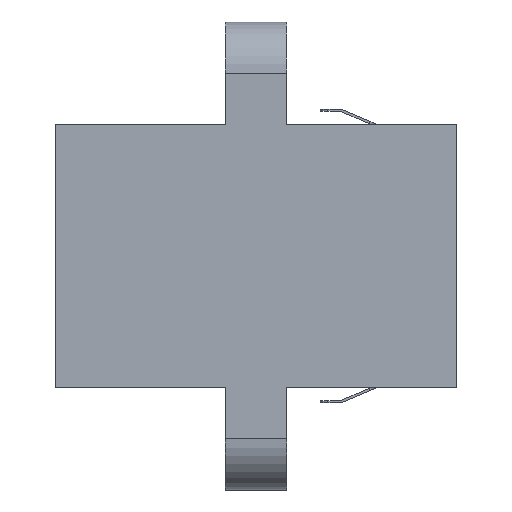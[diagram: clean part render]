
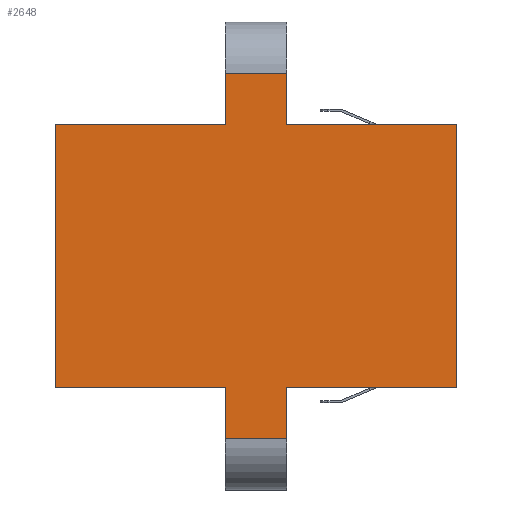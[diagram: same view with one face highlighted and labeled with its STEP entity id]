
A CAD part, front view. The second image highlights one B-rep face of the part: STEP entity #2648.
In plain terms, the highlighted planar face has unit normal (0, -1, 0).
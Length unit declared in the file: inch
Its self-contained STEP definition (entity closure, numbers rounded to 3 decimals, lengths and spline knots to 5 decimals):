
#50 = LINE ( 'NONE', #3872, #2012 ) ;
#68 = VERTEX_POINT ( 'NONE', #789 ) ;
#139 = ORIENTED_EDGE ( 'NONE', *, *, #1481, .T. ) ;
#174 = DIRECTION ( 'NONE',  ( 0., 0., -1. ) ) ;
#182 = VERTEX_POINT ( 'NONE', #1457 ) ;
#204 = LINE ( 'NONE', #883, #3218 ) ;
#241 = DIRECTION ( 'NONE',  ( 0., 0., -1. ) ) ;
#276 = VERTEX_POINT ( 'NONE', #2457 ) ;
#312 = ORIENTED_EDGE ( 'NONE', *, *, #719, .T. ) ;
#359 = VERTEX_POINT ( 'NONE', #3798 ) ;
#362 = LINE ( 'NONE', #2956, #415 ) ;
#415 = VECTOR ( 'NONE', #1137, 39.37008 ) ;
#465 = DIRECTION ( 'NONE',  ( 0., 1., 0. ) ) ;
#493 = PLANE ( 'NONE',  #3038 ) ;
#501 = VECTOR ( 'NONE', #2926, 39.37008 ) ;
#515 = ORIENTED_EDGE ( 'NONE', *, *, #1749, .F. ) ;
#534 = CARTESIAN_POINT ( 'NONE',  ( 0.391, -0.186, 0.256 ) ) ;
#543 = VERTEX_POINT ( 'NONE', #3927 ) ;
#686 = VERTEX_POINT ( 'NONE', #3618 ) ;
#719 = EDGE_CURVE ( 'NONE', #359, #1156, #3225, .T. ) ;
#786 = DIRECTION ( 'NONE',  ( -1., 0., 0. ) ) ;
#789 = CARTESIAN_POINT ( 'NONE',  ( 0.06, -0.186, -0.256 ) ) ;
#807 = EDGE_CURVE ( 'NONE', #2426, #68, #362, .T. ) ;
#810 = CARTESIAN_POINT ( 'NONE',  ( 0.06, -0.186, 0.256 ) ) ;
#883 = CARTESIAN_POINT ( 'NONE',  ( 0.391, -0.186, 0.256 ) ) ;
#931 = CARTESIAN_POINT ( 'NONE',  ( -0.06, -0.186, 0.3555 ) ) ;
#950 = VECTOR ( 'NONE', #3412, 39.37008 ) ;
#1004 = ORIENTED_EDGE ( 'NONE', *, *, #1571, .F. ) ;
#1018 = VECTOR ( 'NONE', #3611, 39.37008 ) ;
#1027 = EDGE_LOOP ( 'NONE', ( #515, #312, #1004, #2002, #3105, #1140, #1524, #3922, #2393, #139, #2571, #2421 ) ) ;
#1137 = DIRECTION ( 'NONE',  ( -1., 0., 0. ) ) ;
#1140 = ORIENTED_EDGE ( 'NONE', *, *, #3869, .F. ) ;
#1156 = VERTEX_POINT ( 'NONE', #2674 ) ;
#1164 = CARTESIAN_POINT ( 'NONE',  ( 0.06, -0.186, 0.3555 ) ) ;
#1250 = VECTOR ( 'NONE', #174, 39.37008 ) ;
#1260 = CARTESIAN_POINT ( 'NONE',  ( -0.06, -0.186, 0.3555 ) ) ;
#1271 = CARTESIAN_POINT ( 'NONE',  ( 0.391, -0.186, -0.256 ) ) ;
#1331 = DIRECTION ( 'NONE',  ( 0., 0., -1. ) ) ;
#1402 = DIRECTION ( 'NONE',  ( 0., 0., 1. ) ) ;
#1445 = VERTEX_POINT ( 'NONE', #810 ) ;
#1457 = CARTESIAN_POINT ( 'NONE',  ( -0.391, -0.186, -0.256 ) ) ;
#1463 = EDGE_CURVE ( 'NONE', #686, #3114, #1979, .T. ) ;
#1481 = EDGE_CURVE ( 'NONE', #3114, #543, #3299, .T. ) ;
#1492 = DIRECTION ( 'NONE',  ( 0., 0., -1. ) ) ;
#1524 = ORIENTED_EDGE ( 'NONE', *, *, #1589, .T. ) ;
#1571 = EDGE_CURVE ( 'NONE', #276, #1156, #3520, .T. ) ;
#1589 = EDGE_CURVE ( 'NONE', #2220, #1445, #2443, .T. ) ;
#1648 = LINE ( 'NONE', #534, #1729 ) ;
#1729 = VECTOR ( 'NONE', #3017, 39.37008 ) ;
#1749 = EDGE_CURVE ( 'NONE', #359, #182, #1873, .T. ) ;
#1815 = DIRECTION ( 'NONE',  ( 0., 0., -1. ) ) ;
#1873 = LINE ( 'NONE', #1271, #950 ) ;
#1926 = EDGE_CURVE ( 'NONE', #543, #2337, #1648, .T. ) ;
#1979 = LINE ( 'NONE', #1164, #1018 ) ;
#2002 = ORIENTED_EDGE ( 'NONE', *, *, #3528, .F. ) ;
#2012 = VECTOR ( 'NONE', #241, 39.37008 ) ;
#2042 = CARTESIAN_POINT ( 'NONE',  ( 0.06, -0.186, 0.3555 ) ) ;
#2117 = VECTOR ( 'NONE', #1492, 39.37008 ) ;
#2180 = CARTESIAN_POINT ( 'NONE',  ( 0.06, -0.186, -0.3555 ) ) ;
#2203 = CARTESIAN_POINT ( 'NONE',  ( -0.391, -0.186, 0.256 ) ) ;
#2220 = VERTEX_POINT ( 'NONE', #2359 ) ;
#2312 = CARTESIAN_POINT ( 'NONE',  ( 0.06, -0.186, 0.3555 ) ) ;
#2337 = VERTEX_POINT ( 'NONE', #2203 ) ;
#2338 = VECTOR ( 'NONE', #786, 39.37008 ) ;
#2359 = CARTESIAN_POINT ( 'NONE',  ( 0.391, -0.186, 0.256 ) ) ;
#2393 = ORIENTED_EDGE ( 'NONE', *, *, #1463, .T. ) ;
#2421 = ORIENTED_EDGE ( 'NONE', *, *, #3025, .T. ) ;
#2426 = VERTEX_POINT ( 'NONE', #3064 ) ;
#2443 = LINE ( 'NONE', #2657, #2338 ) ;
#2457 = CARTESIAN_POINT ( 'NONE',  ( 0.06, -0.186, -0.3555 ) ) ;
#2571 = ORIENTED_EDGE ( 'NONE', *, *, #1926, .T. ) ;
#2648 = ADVANCED_FACE ( 'NONE', ( #2680 ), #493, .F. ) ;
#2657 = CARTESIAN_POINT ( 'NONE',  ( 0.391, -0.186, 0.256 ) ) ;
#2674 = CARTESIAN_POINT ( 'NONE',  ( -0.06, -0.186, -0.3555 ) ) ;
#2680 = FACE_OUTER_BOUND ( 'NONE', #1027, .T. ) ;
#2719 = DIRECTION ( 'NONE',  ( 0., 0., -1. ) ) ;
#2921 = VECTOR ( 'NONE', #1331, 39.37008 ) ;
#2926 = DIRECTION ( 'NONE',  ( -1., 0., 0. ) ) ;
#2956 = CARTESIAN_POINT ( 'NONE',  ( 0.391, -0.186, -0.256 ) ) ;
#2980 = EDGE_CURVE ( 'NONE', #686, #1445, #50, .T. ) ;
#3017 = DIRECTION ( 'NONE',  ( -1., 0., 0. ) ) ;
#3025 = EDGE_CURVE ( 'NONE', #2337, #182, #3726, .T. ) ;
#3038 = AXIS2_PLACEMENT_3D ( 'NONE', #2312, #465, #1402 ) ;
#3064 = CARTESIAN_POINT ( 'NONE',  ( 0.391, -0.186, -0.256 ) ) ;
#3101 = LINE ( 'NONE', #2042, #1250 ) ;
#3105 = ORIENTED_EDGE ( 'NONE', *, *, #807, .F. ) ;
#3114 = VERTEX_POINT ( 'NONE', #931 ) ;
#3218 = VECTOR ( 'NONE', #2719, 39.37008 ) ;
#3225 = LINE ( 'NONE', #1260, #3272 ) ;
#3272 = VECTOR ( 'NONE', #1815, 39.37008 ) ;
#3299 = LINE ( 'NONE', #3888, #2117 ) ;
#3412 = DIRECTION ( 'NONE',  ( -1., 0., 0. ) ) ;
#3520 = LINE ( 'NONE', #2180, #501 ) ;
#3528 = EDGE_CURVE ( 'NONE', #68, #276, #3101, .T. ) ;
#3611 = DIRECTION ( 'NONE',  ( -1., 0., 0. ) ) ;
#3618 = CARTESIAN_POINT ( 'NONE',  ( 0.06, -0.186, 0.3555 ) ) ;
#3726 = LINE ( 'NONE', #3745, #2921 ) ;
#3745 = CARTESIAN_POINT ( 'NONE',  ( -0.391, -0.186, 0.256 ) ) ;
#3798 = CARTESIAN_POINT ( 'NONE',  ( -0.06, -0.186, -0.256 ) ) ;
#3869 = EDGE_CURVE ( 'NONE', #2220, #2426, #204, .T. ) ;
#3872 = CARTESIAN_POINT ( 'NONE',  ( 0.06, -0.186, 0.3555 ) ) ;
#3888 = CARTESIAN_POINT ( 'NONE',  ( -0.06, -0.186, 0.3555 ) ) ;
#3922 = ORIENTED_EDGE ( 'NONE', *, *, #2980, .F. ) ;
#3927 = CARTESIAN_POINT ( 'NONE',  ( -0.06, -0.186, 0.256 ) ) ;
